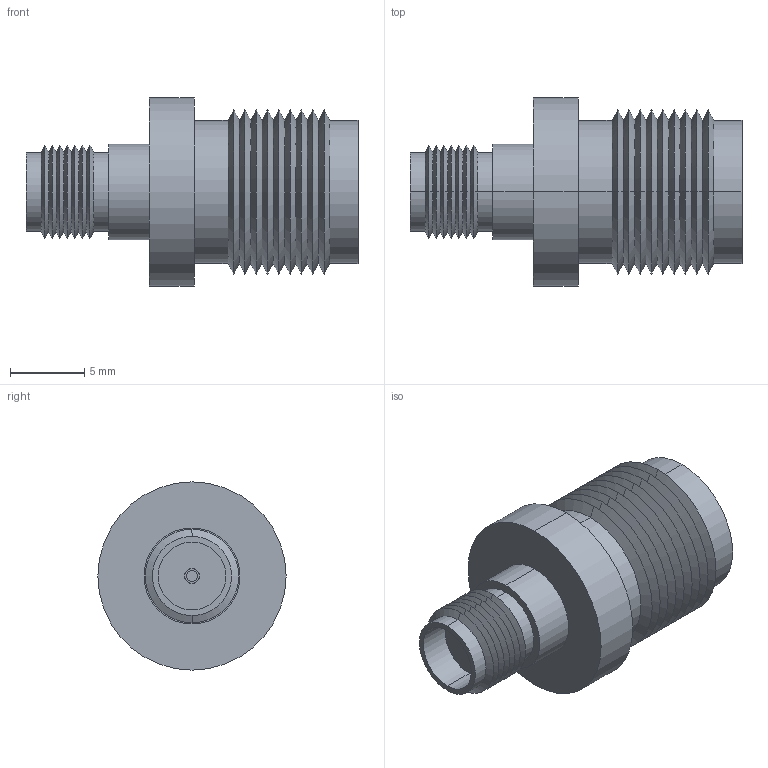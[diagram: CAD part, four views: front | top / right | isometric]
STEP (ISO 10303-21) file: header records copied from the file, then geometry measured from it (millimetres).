
FILE_DESCRIPTION (( 'STEP AP203' ), '1' );
FILE_NAME ('BA590.STEP', '2010-12-22T15:22:49', ( 'x' ), ( 'Microsoft' ), 'SwSTEP 2.0', 'SolidWorks 2010', '' );
FILE_SCHEMA (( 'CONFIG_CONTROL_DESIGN' ));
Length unit declared in the file: inch
Products named in the file (1): BA590
Bounding box: 22.4 x 12.7 x 12.7 mm (x, y, z)
Volume: 937.6 mm3; surface area: 1707.3 mm2
Topology: 1 solids, 1 shells, 136 faces, 278 edges, 158 vertices
Faces by surface type: cone 66, cylinder 46, plane 24
Entity records: 3607 total; most frequent: DIRECTION 694, CARTESIAN_POINT 573, ORIENTED_EDGE 556, AXIS2_PLACEMENT_3D 279, EDGE_CURVE 278, VERTEX_POINT 158, EDGE_LOOP 150, CIRCLE 142
